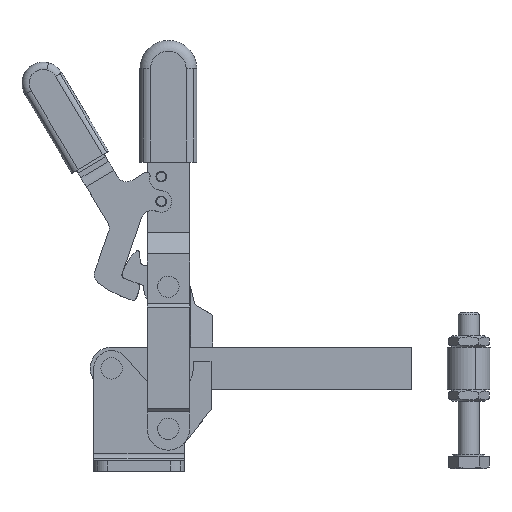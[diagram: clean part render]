
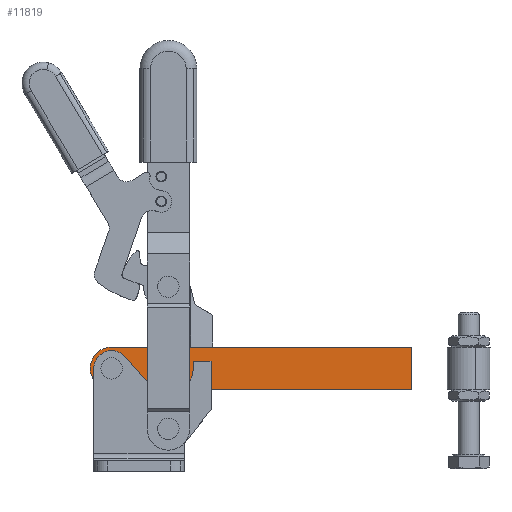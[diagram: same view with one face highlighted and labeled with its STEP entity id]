
A CAD part, top view. The second image highlights one B-rep face of the part: STEP entity #11819.
In plain terms, the highlighted planar face has unit normal (0, 0, 1).
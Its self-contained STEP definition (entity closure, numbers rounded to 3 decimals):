
#11492=CARTESIAN_POINT('',(-1090.165,534.514,-297.233));
#11493=VERTEX_POINT('',#11492);
#11502=CARTESIAN_POINT('',(-1084.165,540.514,-297.233));
#11503=VERTEX_POINT('',#11502);
#11504=CARTESIAN_POINT('',(-1084.165,534.514,-297.233));
#11505=DIRECTION('',(0.0,0.0,-1.0));
#11506=DIRECTION('',(1.0,0.0,0.0));
#11507=AXIS2_PLACEMENT_3D('',#11504,#11505,#11506);
#11508=CIRCLE('',#11507,6.);
#11509=EDGE_CURVE('',#11493,#11503,#11508,.T.);
#11534=CARTESIAN_POINT('',(-1081.165,534.514,-297.233));
#11535=VERTEX_POINT('',#11534);
#11544=CARTESIAN_POINT('',(-1087.165,534.514,-297.233));
#11545=VERTEX_POINT('',#11544);
#11546=CARTESIAN_POINT('',(-1084.165,534.514,-297.233));
#11547=DIRECTION('',(0.0,0.0,-1.0));
#11548=DIRECTION('',(1.0,0.0,0.0));
#11549=AXIS2_PLACEMENT_3D('',#11546,#11547,#11548);
#11550=CIRCLE('',#11549,3.);
#11551=EDGE_CURVE('',#11545,#11535,#11550,.T.);
#11578=CARTESIAN_POINT('',(-1071.165,534.514,-297.233));
#11579=VERTEX_POINT('',#11578);
#11595=CARTESIAN_POINT('',(-1065.165,534.514,-297.233));
#11596=VERTEX_POINT('',#11595);
#11603=CARTESIAN_POINT('',(-1068.165,534.514,-297.233));
#11604=DIRECTION('',(0.0,0.0,-1.0));
#11605=DIRECTION('',(-1.0,0.0,0.0));
#11606=AXIS2_PLACEMENT_3D('',#11603,#11604,#11605);
#11607=CIRCLE('',#11606,3.);
#11608=EDGE_CURVE('',#11579,#11596,#11607,.T.);
#11618=CARTESIAN_POINT('',(-999.665,540.514,-297.233));
#11619=VERTEX_POINT('',#11618);
#11628=CARTESIAN_POINT('',(-999.665,528.514,-297.233));
#11629=VERTEX_POINT('',#11628);
#11630=CARTESIAN_POINT('',(-999.665,528.514,-297.233));
#11631=DIRECTION('',(0.0,1.0,0.0));
#11632=VECTOR('',#11631,12.);
#11633=LINE('',#11630,#11632);
#11634=EDGE_CURVE('',#11629,#11619,#11633,.T.);
#11659=CARTESIAN_POINT('',(-1068.165,534.514,-297.233));
#11660=DIRECTION('',(0.0,0.0,-1.0));
#11661=DIRECTION('',(-1.0,0.0,0.0));
#11662=AXIS2_PLACEMENT_3D('',#11659,#11660,#11661);
#11663=CIRCLE('',#11662,3.);
#11664=EDGE_CURVE('',#11596,#11579,#11663,.T.);
#11691=CARTESIAN_POINT('',(-1084.165,534.514,-297.233));
#11692=DIRECTION('',(0.0,0.0,-1.0));
#11693=DIRECTION('',(1.0,0.0,0.0));
#11694=AXIS2_PLACEMENT_3D('',#11691,#11692,#11693);
#11695=CIRCLE('',#11694,3.);
#11696=EDGE_CURVE('',#11535,#11545,#11695,.T.);
#11706=CARTESIAN_POINT('',(-1084.165,540.514,-297.233));
#11707=DIRECTION('',(1.0,0.0,0.0));
#11708=VECTOR('',#11707,84.5);
#11709=LINE('',#11706,#11708);
#11710=EDGE_CURVE('',#11503,#11619,#11709,.T.);
#11728=CARTESIAN_POINT('',(-1084.165,528.514,-297.233));
#11729=VERTEX_POINT('',#11728);
#11730=CARTESIAN_POINT('',(-999.665,528.514,-297.233));
#11731=DIRECTION('',(-1.0,0.0,0.0));
#11732=VECTOR('',#11731,84.5);
#11733=LINE('',#11730,#11732);
#11734=EDGE_CURVE('',#11629,#11729,#11733,.T.);
#11789=CARTESIAN_POINT('',(-1084.165,534.514,-297.233));
#11790=DIRECTION('',(0.0,0.0,-1.0));
#11791=DIRECTION('',(1.0,0.0,0.0));
#11792=AXIS2_PLACEMENT_3D('',#11789,#11790,#11791);
#11793=CIRCLE('',#11792,6.);
#11794=EDGE_CURVE('',#11729,#11493,#11793,.T.);
#11799=CARTESIAN_POINT('',(-1078.165,534.514,-297.233));
#11800=DIRECTION('',(0.0,0.0,1.0));
#11801=DIRECTION('',(1.0,0.0,0.0));
#11802=AXIS2_PLACEMENT_3D('',#11799,#11800,#11801);
#11803=PLANE('',#11802);
#11804=ORIENTED_EDGE('',*,*,#11794,.F.);
#11805=ORIENTED_EDGE('',*,*,#11734,.F.);
#11806=ORIENTED_EDGE('',*,*,#11634,.T.);
#11807=ORIENTED_EDGE('',*,*,#11710,.F.);
#11808=ORIENTED_EDGE('',*,*,#11509,.F.);
#11809=EDGE_LOOP('',(#11804,#11805,#11806,#11807,#11808));
#11810=FACE_OUTER_BOUND('',#11809,.T.);
#11811=ORIENTED_EDGE('',*,*,#11664,.T.);
#11812=ORIENTED_EDGE('',*,*,#11608,.T.);
#11813=EDGE_LOOP('',(#11811,#11812));
#11814=FACE_BOUND('',#11813,.T.);
#11815=ORIENTED_EDGE('',*,*,#11551,.T.);
#11816=ORIENTED_EDGE('',*,*,#11696,.T.);
#11817=EDGE_LOOP('',(#11815,#11816));
#11818=FACE_BOUND('',#11817,.T.);
#11819=ADVANCED_FACE('',(#11810,#11814,#11818),#11803,.T.);
